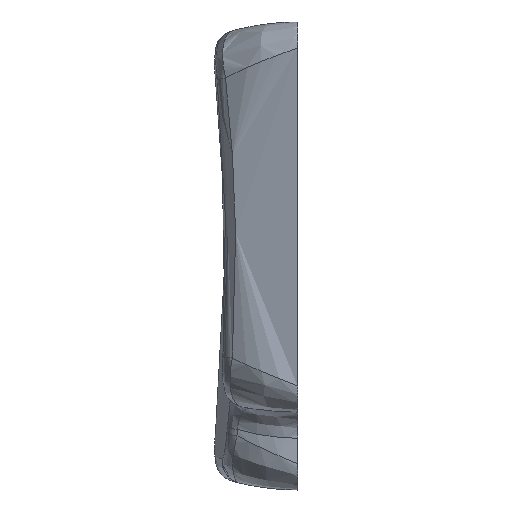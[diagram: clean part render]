
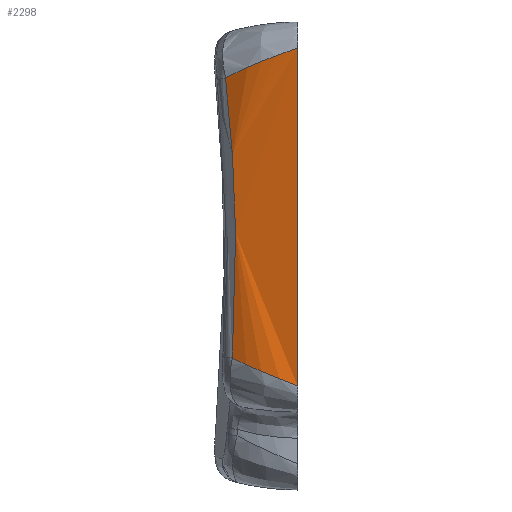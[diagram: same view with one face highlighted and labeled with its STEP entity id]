
A CAD part, left-side view. The second image highlights one B-rep face of the part: STEP entity #2298.
In plain terms, the highlighted free-form (B-spline) face has degree [1, 2] with [2, 3] control points.
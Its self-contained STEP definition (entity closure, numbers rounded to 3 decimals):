
#356=LINE('',#4418,#582);
#582=VECTOR('',#2894,10.);
#593=(
BOUNDED_SURFACE()
B_SPLINE_SURFACE(1,2,((#4406,#4407,#4408),(#4409,#4410,#4411)),
 .UNSPECIFIED.,.F.,.F.,.F.)
B_SPLINE_SURFACE_WITH_KNOTS((2,2),(3,3),(-0.32,0.512),
(-0.363,0.),.UNSPECIFIED.)
GEOMETRIC_REPRESENTATION_ITEM()
RATIONAL_B_SPLINE_SURFACE(((1.,0.984,1.),(1.,0.984,
1.)))
REPRESENTATION_ITEM('')
SURFACE()
);
#704=FACE_OUTER_BOUND('',#837,.T.);
#837=EDGE_LOOP('',(#2042,#2043,#2044,#2045));
#913=B_SPLINE_CURVE_WITH_KNOTS('',3,(#4203,#4204,#4205,#4206,#4207),
 .UNSPECIFIED.,.F.,.F.,(4,1,4),(-1.611,-0.92,0.),
 .UNSPECIFIED.);
#921=B_SPLINE_CURVE_WITH_KNOTS('',3,(#4389,#4390,#4391,#4392,#4393),
 .UNSPECIFIED.,.F.,.F.,(4,1,4),(-0.381,-0.158,0.),
 .UNSPECIFIED.);
#923=B_SPLINE_CURVE_WITH_KNOTS('',3,(#4413,#4414,#4415,#4416,#4417),
 .UNSPECIFIED.,.F.,.F.,(4,1,4),(0.,0.144,0.345),
 .UNSPECIFIED.);
#1142=VERTEX_POINT('',#4157);
#1144=VERTEX_POINT('',#4201);
#1149=VERTEX_POINT('',#4388);
#1150=VERTEX_POINT('',#4412);
#1451=EDGE_CURVE('',#1144,#1142,#913,.T.);
#1461=EDGE_CURVE('',#1142,#1149,#921,.T.);
#1463=EDGE_CURVE('',#1150,#1144,#923,.T.);
#1464=EDGE_CURVE('',#1150,#1149,#356,.F.);
#2042=ORIENTED_EDGE('',*,*,#1451,.F.);
#2043=ORIENTED_EDGE('',*,*,#1463,.F.);
#2044=ORIENTED_EDGE('',*,*,#1464,.T.);
#2045=ORIENTED_EDGE('',*,*,#1461,.F.);
#2298=ADVANCED_FACE('',(#704),#593,.F.);
#2894=DIRECTION('',(0.,0.,-1.));
#4157=CARTESIAN_POINT('',(-16.97,7.634,7.797));
#4201=CARTESIAN_POINT('',(-17.253,7.239,-8.279));
#4203=CARTESIAN_POINT('Ctrl Pts',(-17.253,7.239,-8.279));
#4204=CARTESIAN_POINT('Ctrl Pts',(-17.356,7.087,-5.984));
#4205=CARTESIAN_POINT('Ctrl Pts',(-17.444,6.939,-0.614));
#4206=CARTESIAN_POINT('Ctrl Pts',(-17.234,7.286,4.752));
#4207=CARTESIAN_POINT('Ctrl Pts',(-16.97,7.634,7.797));
#4388=CARTESIAN_POINT('',(-18.486,3.5,9.5));
#4389=CARTESIAN_POINT('Ctrl Pts',(-16.97,7.634,7.797));
#4390=CARTESIAN_POINT('Ctrl Pts',(-17.488,6.951,8.151));
#4391=CARTESIAN_POINT('Ctrl Pts',(-18.247,5.61,8.758));
#4392=CARTESIAN_POINT('Ctrl Pts',(-18.486,4.096,9.3));
#4393=CARTESIAN_POINT('Ctrl Pts',(-18.486,3.5,9.5));
#4406=CARTESIAN_POINT('Ctrl Pts',(-16.97,7.634,-9.877));
#4407=CARTESIAN_POINT('Ctrl Pts',(-18.486,5.636,-9.877));
#4408=CARTESIAN_POINT('Ctrl Pts',(-18.486,3.5,-9.877));
#4409=CARTESIAN_POINT('Ctrl Pts',(-16.97,7.634,9.5));
#4410=CARTESIAN_POINT('Ctrl Pts',(-18.486,5.636,9.5));
#4411=CARTESIAN_POINT('Ctrl Pts',(-18.486,3.5,9.5));
#4412=CARTESIAN_POINT('',(-18.486,3.5,-9.877));
#4413=CARTESIAN_POINT('Ctrl Pts',(-18.486,3.5,-9.877));
#4414=CARTESIAN_POINT('Ctrl Pts',(-18.486,4.023,-9.677));
#4415=CARTESIAN_POINT('Ctrl Pts',(-18.307,5.349,-9.161));
#4416=CARTESIAN_POINT('Ctrl Pts',(-17.691,6.595,-8.604));
#4417=CARTESIAN_POINT('Ctrl Pts',(-17.254,7.239,-8.28));
#4418=CARTESIAN_POINT('',(-18.486,3.5,-2.425));
